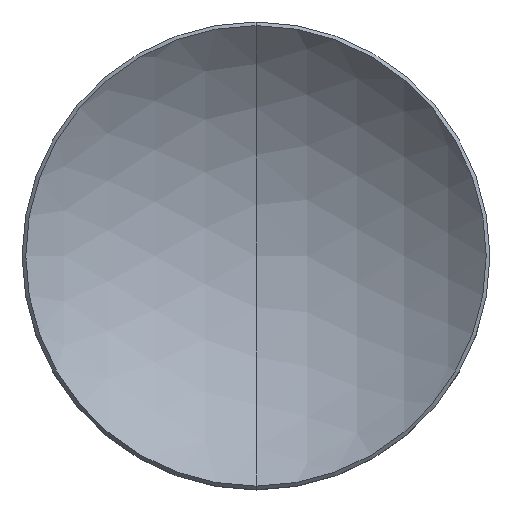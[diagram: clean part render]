
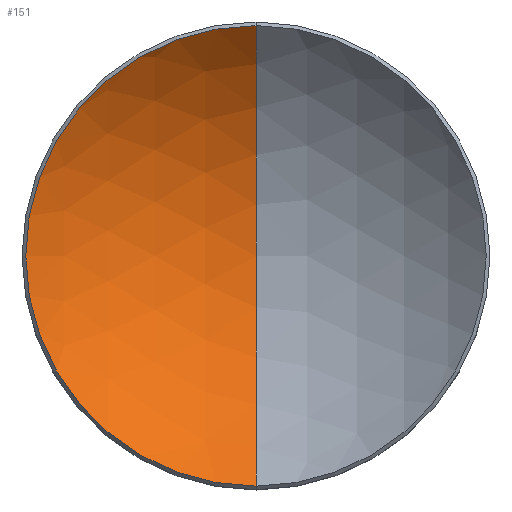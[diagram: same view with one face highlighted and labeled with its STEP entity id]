
A CAD part, top view. The second image highlights one B-rep face of the part: STEP entity #151.
In plain terms, the highlighted spherical face has radius 17.35 mm.
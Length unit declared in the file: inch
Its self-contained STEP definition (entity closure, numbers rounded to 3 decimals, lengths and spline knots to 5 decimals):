
#10 = DIRECTION ( 'NONE',  ( 0., 1., 0. ) ) ;
#15 = AXIS2_PLACEMENT_3D ( 'NONE', #168, #32, #190 ) ;
#16 = CARTESIAN_POINT ( 'NONE',  ( 0., 0.49221, 0.13998 ) ) ;
#20 = AXIS2_PLACEMENT_3D ( 'NONE', #246, #150, #10 ) ;
#32 = DIRECTION ( 'NONE',  ( 0., 0., -1. ) ) ;
#40 = CIRCLE ( 'NONE', #15, 0.49221 ) ;
#42 = CARTESIAN_POINT ( 'NONE',  ( 0., 0., 0.6136 ) ) ;
#69 = DIRECTION ( 'NONE',  ( 0., 1., 0. ) ) ;
#74 = EDGE_CURVE ( 'NONE', #235, #301, #40, .T. ) ;
#88 = CARTESIAN_POINT ( 'NONE',  ( 0., -0.49221, 0.13998 ) ) ;
#89 = CIRCLE ( 'NONE', #279, 0.68307 ) ;
#114 = ORIENTED_EDGE ( 'NONE', *, *, #205, .T. ) ;
#118 = VERTEX_POINT ( 'NONE', #281 ) ;
#125 = DIRECTION ( 'NONE',  ( 0., 0., 1. ) ) ;
#133 = AXIS2_PLACEMENT_3D ( 'NONE', #42, #197, #69 ) ;
#146 = SPHERICAL_SURFACE ( 'NONE', #20, 0.68307 ) ;
#149 = EDGE_CURVE ( 'NONE', #301, #118, #89, .T. ) ;
#150 = DIRECTION ( 'NONE',  ( 1., 0., 0. ) ) ;
#151 = ADVANCED_FACE ( 'NONE', ( #207 ), #146, .F. ) ;
#168 = CARTESIAN_POINT ( 'NONE',  ( 0., 0., 0.13998 ) ) ;
#190 = DIRECTION ( 'NONE',  ( 0., 1., 0. ) ) ;
#197 = DIRECTION ( 'NONE',  ( 1., 0., 0. ) ) ;
#205 = EDGE_CURVE ( 'NONE', #235, #118, #214, .T. ) ;
#207 = FACE_OUTER_BOUND ( 'NONE', #277, .T. ) ;
#214 = CIRCLE ( 'NONE', #133, 0.68307 ) ;
#235 = VERTEX_POINT ( 'NONE', #88 ) ;
#246 = CARTESIAN_POINT ( 'NONE',  ( 0., 0., 0.6136 ) ) ;
#259 = DIRECTION ( 'NONE',  ( -1., 0., 0. ) ) ;
#261 = CARTESIAN_POINT ( 'NONE',  ( 0., 0., 0.6136 ) ) ;
#277 = EDGE_LOOP ( 'NONE', ( #302, #114, #280 ) ) ;
#279 = AXIS2_PLACEMENT_3D ( 'NONE', #261, #259, #125 ) ;
#280 = ORIENTED_EDGE ( 'NONE', *, *, #149, .F. ) ;
#281 = CARTESIAN_POINT ( 'NONE',  ( 0., 0., -0.06947 ) ) ;
#301 = VERTEX_POINT ( 'NONE', #16 ) ;
#302 = ORIENTED_EDGE ( 'NONE', *, *, #74, .F. ) ;
